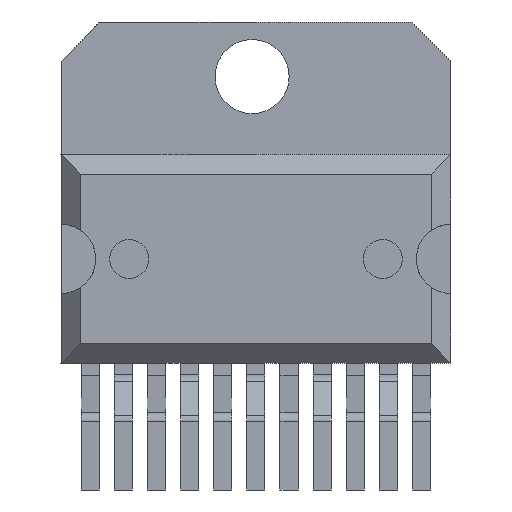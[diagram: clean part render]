
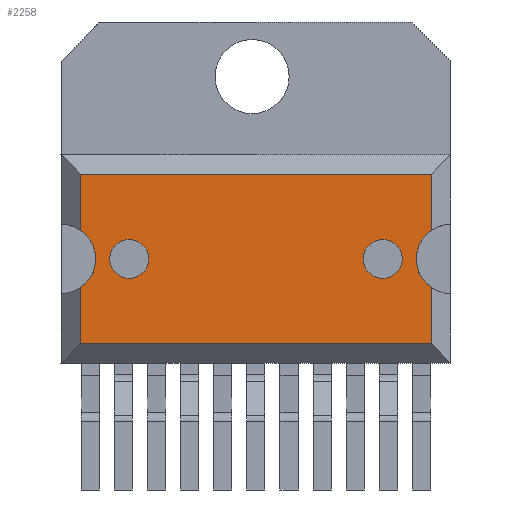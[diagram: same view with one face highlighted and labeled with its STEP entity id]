
A CAD part, front view. The second image highlights one B-rep face of the part: STEP entity #2258.
In plain terms, the highlighted planar face has unit normal (0, -1, 0).
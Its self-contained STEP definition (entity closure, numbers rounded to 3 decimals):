
#13=DIRECTION('',(0.,0.,1.));
#27=VECTOR('',#13,1.);
#87=DIRECTION('',(0.,-1.,0.));
#128=DIRECTION('',(1.,0.,0.));
#306=VECTOR('',#307,1.);
#307=DIRECTION('',(-1.,0.,0.));
#607=VERTEX_POINT('',#608);
#608=CARTESIAN_POINT('',(17.51,4.6,4.6));
#614=EDGE_CURVE('',#607,#615,#617,.T.);
#615=VERTEX_POINT('',#616);
#616=CARTESIAN_POINT('',(-0.49,4.6,4.6));
#617=LINE('',#618,#306);
#618=CARTESIAN_POINT('',(18.51,4.6,4.6));
#2171=VERTEX_POINT('',#2172);
#2172=CARTESIAN_POINT('',(17.51,4.6,7.477));
#2179=EDGE_CURVE('',#607,#2171,#2180,.T.);
#2180=LINE('',#2181,#27);
#2181=CARTESIAN_POINT('',(17.51,4.6,3.6));
#2188=ORIENTED_EDGE('',*,*,#2189,.F.);
#2189=EDGE_CURVE('',#2190,#2171,#2192,.T.);
#2190=VERTEX_POINT('',#2191);
#2191=CARTESIAN_POINT('',(17.51,4.6,10.423));
#2192=CIRCLE('',#2193,1.78);
#2193=AXIS2_PLACEMENT_3D('',#2194,#87,#128);
#2194=CARTESIAN_POINT('',(18.51,4.6,8.95));
#2250=VERTEX_POINT('',#2251);
#2251=CARTESIAN_POINT('',(17.51,4.6,13.3));
#2257=EDGE_CURVE('',#2190,#2250,#2180,.T.);
#2258=ADVANCED_FACE('',(#2259,#2289,#2298),#2307,.T.);
#2259=FACE_BOUND('',#2260,.T.);
#2260=EDGE_LOOP('',(#2261,#2262,#2188,#2263,#2264,#2270,#2276,#2283,    #2287));
#2261=ORIENTED_EDGE('',*,*,#614,.F.);
#2262=ORIENTED_EDGE('',*,*,#2179,.T.);
#2263=ORIENTED_EDGE('',*,*,#2257,.T.);
#2264=ORIENTED_EDGE('',*,*,#2265,.T.);
#2265=EDGE_CURVE('',#2250,#2266,#2268,.T.);
#2266=VERTEX_POINT('',#2267);
#2267=CARTESIAN_POINT('',(-0.49,4.6,13.3));
#2268=LINE('',#2269,#306);
#2269=CARTESIAN_POINT('',(18.51,4.6,13.3));
#2270=ORIENTED_EDGE('',*,*,#2271,.F.);
#2271=EDGE_CURVE('',#2272,#2266,#2274,.T.);
#2272=VERTEX_POINT('',#2273);
#2273=CARTESIAN_POINT('',(-0.49,4.6,10.423));
#2274=LINE('',#2275,#27);
#2275=CARTESIAN_POINT('',(-0.49,4.6,3.6));
#2276=ORIENTED_EDGE('',*,*,#2277,.F.);
#2277=EDGE_CURVE('',#2278,#2272,#2280,.T.);
#2278=VERTEX_POINT('',#2279);
#2279=CARTESIAN_POINT('',(0.29,4.6,8.95));
#2280=CIRCLE('',#2281,1.78);
#2281=AXIS2_PLACEMENT_3D('',#2282,#87,#128);
#2282=CARTESIAN_POINT('',(-1.49,4.6,8.95));
#2283=ORIENTED_EDGE('',*,*,#2284,.F.);
#2284=EDGE_CURVE('',#2285,#2278,#2280,.T.);
#2285=VERTEX_POINT('',#2286);
#2286=CARTESIAN_POINT('',(-0.49,4.6,7.477));
#2287=ORIENTED_EDGE('',*,*,#2288,.F.);
#2288=EDGE_CURVE('',#615,#2285,#2274,.T.);
#2289=FACE_BOUND('',#2290,.T.);
#2290=EDGE_LOOP('',(#2291));
#2291=ORIENTED_EDGE('',*,*,#2292,.F.);
#2292=EDGE_CURVE('',#2293,#2293,#2295,.T.);
#2293=VERTEX_POINT('',#2294);
#2294=CARTESIAN_POINT('',(3.01,4.6,8.95));
#2295=CIRCLE('',#2296,1.);
#2296=AXIS2_PLACEMENT_3D('',#2297,#87,#128);
#2297=CARTESIAN_POINT('',(2.01,4.6,8.95));
#2298=FACE_BOUND('',#2299,.T.);
#2299=EDGE_LOOP('',(#2300));
#2300=ORIENTED_EDGE('',*,*,#2301,.F.);
#2301=EDGE_CURVE('',#2302,#2302,#2304,.T.);
#2302=VERTEX_POINT('',#2303);
#2303=CARTESIAN_POINT('',(16.01,4.6,8.95));
#2304=CIRCLE('',#2305,1.);
#2305=AXIS2_PLACEMENT_3D('',#2306,#87,#128);
#2306=CARTESIAN_POINT('',(15.01,4.6,8.95));
#2307=PLANE('',#2308);
#2308=AXIS2_PLACEMENT_3D('',#2309,#87,#307);
#2309=CARTESIAN_POINT('',(18.51,4.6,3.6));
